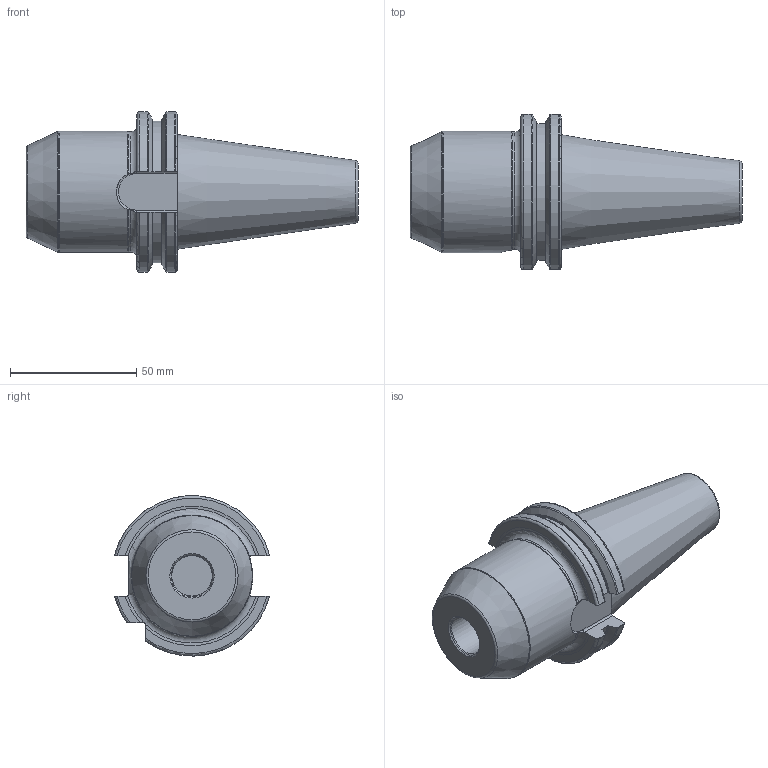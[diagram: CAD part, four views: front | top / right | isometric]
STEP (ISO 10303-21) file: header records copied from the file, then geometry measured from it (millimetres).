
FILE_DESCRIPTION(/* description */ (''),/* implementation_level */ '2;1');
FILE_NAME(/* name */ 'ASK40-EM-16-063.stp',/* time_stamp */ '2024-12-25T13:08:54+03:00',/* author */ (''),/* organization */ (''),/* preprocessor_version */ 'ST-DEVELOPER v19.4',/* originating_system */ 'SIEMENS PLM Software NX2306.3001',/* authorisation */ '');
FILE_SCHEMA (('AUTOMOTIVE_DESIGN { 1 0 10303 214 3 1 1 1 }'));
Length unit declared in the file: millimetre
Products named in the file (1): ASK40-EM-16-063-LIGHT_objects
Bounding box: 131.4 x 61.37 x 63.42 mm (x, y, z)
Volume: 177008.3 mm3; surface area: 24965.6 mm2
Topology: 1 solids, 1 shells, 102 faces, 280 edges, 182 vertices
Faces by surface type: plane 31, torus 25, cone 24, cylinder 22
Full cylindrical faces by diameter (mm): 4 x1, 10 x1, 16 x1, 48 x1
Entity records: 3774 total; most frequent: CARTESIAN_POINT 1363, ORIENTED_EDGE 516, DIRECTION 452, EDGE_CURVE 258, AXIS2_PLACEMENT_3D 193, VERTEX_POINT 178, EDGE_LOOP 121, B_SPLINE_CURVE_WITH_KNOTS 103
